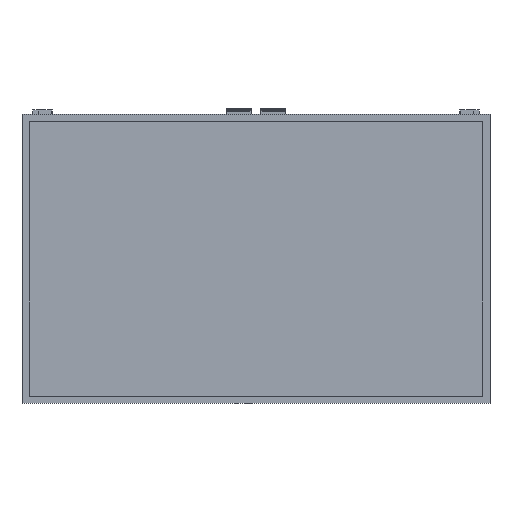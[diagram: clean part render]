
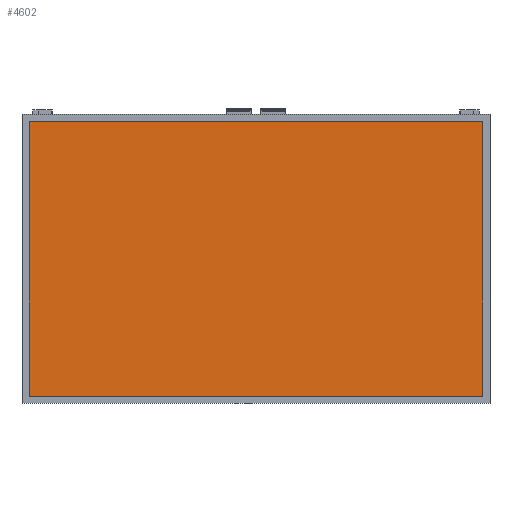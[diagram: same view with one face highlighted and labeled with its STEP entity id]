
A CAD part, front view. The second image highlights one B-rep face of the part: STEP entity #4602.
In plain terms, the highlighted planar face has unit normal (0, -1, 0).
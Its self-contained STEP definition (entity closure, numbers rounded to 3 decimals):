
#272=FACE_OUTER_BOUND('',#569,.T.);
#569=EDGE_LOOP('',(#3089,#3090,#3091,#3092));
#886=LINE('',#6780,#1426);
#888=LINE('',#6784,#1428);
#889=LINE('',#6786,#1429);
#890=LINE('',#6787,#1430);
#1426=VECTOR('',#5407,10.);
#1428=VECTOR('',#5411,10.);
#1429=VECTOR('',#5412,10.);
#1430=VECTOR('',#5413,10.);
#1957=VERTEX_POINT('',#6777);
#1958=VERTEX_POINT('',#6779);
#1959=VERTEX_POINT('',#6783);
#1960=VERTEX_POINT('',#6785);
#2406=EDGE_CURVE('',#1957,#1958,#886,.T.);
#2408=EDGE_CURVE('',#1959,#1957,#888,.T.);
#2409=EDGE_CURVE('',#1960,#1959,#889,.T.);
#2410=EDGE_CURVE('',#1958,#1960,#890,.T.);
#3089=ORIENTED_EDGE('',*,*,#2408,.F.);
#3090=ORIENTED_EDGE('',*,*,#2409,.F.);
#3091=ORIENTED_EDGE('',*,*,#2410,.F.);
#3092=ORIENTED_EDGE('',*,*,#2406,.F.);
#4357=PLANE('',#4953);
#4602=ADVANCED_FACE('',(#272),#4357,.T.);
#4953=AXIS2_PLACEMENT_3D('',#6782,#5409,#5410);
#5407=DIRECTION('',(-1.,0.,0.));
#5409=DIRECTION('center_axis',(0.,-1.,0.));
#5410=DIRECTION('ref_axis',(1.,0.,0.));
#5411=DIRECTION('',(0.,0.,-1.));
#5412=DIRECTION('',(1.,0.,0.));
#5413=DIRECTION('',(0.,0.,1.));
#6777=CARTESIAN_POINT('',(545.,-50.,-330.));
#6779=CARTESIAN_POINT('',(-545.,-50.,-330.));
#6780=CARTESIAN_POINT('',(-545.,-50.,-330.));
#6782=CARTESIAN_POINT('Origin',(-545.,-50.,0.));
#6783=CARTESIAN_POINT('',(545.,-50.,330.));
#6784=CARTESIAN_POINT('',(545.,-50.,0.));
#6785=CARTESIAN_POINT('',(-545.,-50.,330.));
#6786=CARTESIAN_POINT('',(-545.,-50.,330.));
#6787=CARTESIAN_POINT('',(-545.,-50.,0.));
